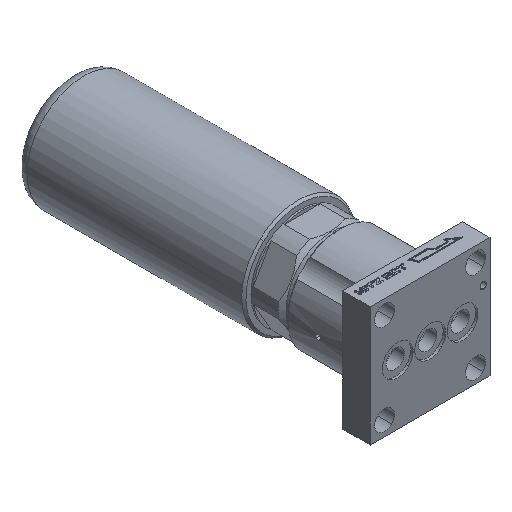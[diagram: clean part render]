
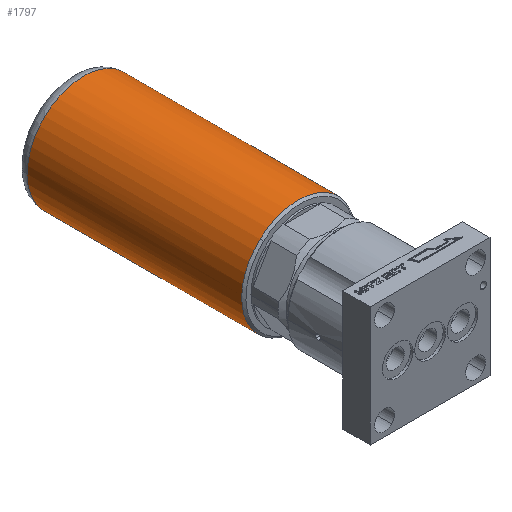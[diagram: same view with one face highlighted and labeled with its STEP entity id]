
A CAD part, isometric view. The second image highlights one B-rep face of the part: STEP entity #1797.
In plain terms, the highlighted cylindrical face has radius 13.5 mm (diameter 27 mm), a partial arc.
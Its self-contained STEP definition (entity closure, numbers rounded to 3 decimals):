
#281 = ORIENTED_EDGE ( 'NONE', *, *, #11997, .F. ) ;
#651 = CARTESIAN_POINT ( 'NONE',  ( 3.651, 82.76, 13.125 ) ) ;
#653 = ORIENTED_EDGE ( 'NONE', *, *, #11956, .F. ) ;
#714 =( BOUNDED_CURVE ( )  B_SPLINE_CURVE ( 2, ( #4912, #8716, #6844, #3824, #7809 ),
 .UNSPECIFIED., .F., .F. ) 
 B_SPLINE_CURVE_WITH_KNOTS ( ( 3, 2, 3 ),
 ( 0., 0.5, 1. ),
 .UNSPECIFIED. ) 
 CURVE ( )  GEOMETRIC_REPRESENTATION_ITEM ( )  RATIONAL_B_SPLINE_CURVE ( ( 1., 0.924, 1., 0.924, 1. ) ) 
 REPRESENTATION_ITEM ( '' )  );
#727 = CARTESIAN_POINT ( 'NONE',  ( -13.5, 82.76, -1.708 ) ) ;
#783 = CARTESIAN_POINT ( 'NONE',  ( 0., 82.76, 13.5 ) ) ;
#883 = AXIS2_PLACEMENT_3D ( 'NONE', #9111, #2235, #3194 ) ;
#1007 = B_SPLINE_CURVE_WITH_KNOTS ( 'NONE', 1,
 ( #2438, #10504 ),
 .UNSPECIFIED., .F., .F.,
 ( 2, 2 ),
 ( 0., 1. ),
 .UNSPECIFIED. ) ;
#1112 = VERTEX_POINT ( 'NONE', #7724 ) ;
#1168 = VERTEX_POINT ( 'NONE', #6998 ) ;
#1559 = EDGE_LOOP ( 'NONE', ( #12480, #10966, #7518, #281, #653, #12029, #6420 ) ) ;
#1687 = CARTESIAN_POINT ( 'NONE',  ( 9.793, 31.51, 9.293 ) ) ;
#1797 = ADVANCED_FACE ( 'NONE', ( #10070 ), #7309, .T. ) ;
#2235 = DIRECTION ( 'NONE',  ( 0., -1., 0. ) ) ;
#2438 = CARTESIAN_POINT ( 'NONE',  ( 9.793, 82.76, 9.293 ) ) ;
#2694 = B_SPLINE_CURVE_WITH_KNOTS ( 'NONE', 1,
 ( #12551, #6715 ),
 .UNSPECIFIED., .F., .F.,
 ( 2, 2 ),
 ( 0., 1. ),
 .UNSPECIFIED. ) ;
#2718 = CARTESIAN_POINT ( 'NONE',  ( 9.793, 82.76, 9.293 ) ) ;
#3157 = EDGE_CURVE ( 'NONE', #3972, #1168, #4003, .T. ) ;
#3194 = DIRECTION ( 'NONE',  ( 1., 0., 0. ) ) ;
#3239 = CARTESIAN_POINT ( 'NONE',  ( 0., 82.76, 13.5 ) ) ;
#3760 = EDGE_CURVE ( 'NONE', #4564, #1112, #9091, .T. ) ;
#3824 = CARTESIAN_POINT ( 'NONE',  ( -13.5, 82.76, 5.592 ) ) ;
#3904 = EDGE_CURVE ( 'NONE', #1168, #1112, #2694, .T. ) ;
#3972 = VERTEX_POINT ( 'NONE', #8640 ) ;
#4003 = B_SPLINE_CURVE_WITH_KNOTS ( 'NONE', 3,
 ( #11404, #727, #8641, #8584, #11339, #6462 ),
 .UNSPECIFIED., .F., .F.,
 ( 4, 2, 4 ),
 ( 0., 0.5, 1. ),
 .UNSPECIFIED. ) ;
#4339 = EDGE_CURVE ( 'NONE', #12358, #11055, #8518, .T. ) ;
#4366 = DIRECTION ( 'NONE',  ( 1., 0., 0. ) ) ;
#4564 = VERTEX_POINT ( 'NONE', #11056 ) ;
#4581 = CARTESIAN_POINT ( 'NONE',  ( 1.826, 82.76, 13.5 ) ) ;
#4912 = CARTESIAN_POINT ( 'NONE',  ( 0., 82.76, 13.5 ) ) ;
#5533 = CIRCLE ( 'NONE', #12710, 13.5 ) ;
#6278 = CARTESIAN_POINT ( 'NONE',  ( 0., 84.041, 0. ) ) ;
#6290 = DIRECTION ( 'NONE',  ( 0., -1., 0. ) ) ;
#6420 = ORIENTED_EDGE ( 'NONE', *, *, #8846, .T. ) ;
#6462 = CARTESIAN_POINT ( 'NONE',  ( -9.793, 82.76, -9.293 ) ) ;
#6655 = VERTEX_POINT ( 'NONE', #1687 ) ;
#6715 = CARTESIAN_POINT ( 'NONE',  ( -9.793, 31.51, -9.293 ) ) ;
#6844 = CARTESIAN_POINT ( 'NONE',  ( -9.546, 82.76, 9.546 ) ) ;
#6998 = CARTESIAN_POINT ( 'NONE',  ( -9.793, 82.76, -9.293 ) ) ;
#7309 = CYLINDRICAL_SURFACE ( 'NONE', #10977, 13.5 ) ;
#7518 = ORIENTED_EDGE ( 'NONE', *, *, #3760, .F. ) ;
#7724 = CARTESIAN_POINT ( 'NONE',  ( -9.793, 31.51, -9.293 ) ) ;
#7809 = CARTESIAN_POINT ( 'NONE',  ( -13.5, 82.76, 0. ) ) ;
#8442 = CARTESIAN_POINT ( 'NONE',  ( 8.536, 82.76, 10.617 ) ) ;
#8518 = B_SPLINE_CURVE_WITH_KNOTS ( 'NONE', 3,
 ( #2718, #8442, #12356, #651, #4581, #783 ),
 .UNSPECIFIED., .F., .F.,
 ( 4, 2, 4 ),
 ( 0., 0.5, 1. ),
 .UNSPECIFIED. ) ;
#8584 = CARTESIAN_POINT ( 'NONE',  ( -11.906, 82.76, -6.589 ) ) ;
#8640 = CARTESIAN_POINT ( 'NONE',  ( -13.5, 82.76, 0. ) ) ;
#8641 = CARTESIAN_POINT ( 'NONE',  ( -13.172, 82.76, -3.416 ) ) ;
#8716 = CARTESIAN_POINT ( 'NONE',  ( -5.592, 82.76, 13.5 ) ) ;
#8822 = CARTESIAN_POINT ( 'NONE',  ( 9.793, 82.76, 9.293 ) ) ;
#8846 = EDGE_CURVE ( 'NONE', #11055, #3972, #714, .T. ) ;
#9091 = CIRCLE ( 'NONE', #883, 13.5 ) ;
#9111 = CARTESIAN_POINT ( 'NONE',  ( 0., 31.51, 0. ) ) ;
#9307 = DIRECTION ( 'NONE',  ( 0., 0., -1. ) ) ;
#10070 = FACE_OUTER_BOUND ( 'NONE', #1559, .T. ) ;
#10504 = CARTESIAN_POINT ( 'NONE',  ( 9.793, 31.51, 9.293 ) ) ;
#10966 = ORIENTED_EDGE ( 'NONE', *, *, #3904, .T. ) ;
#10977 = AXIS2_PLACEMENT_3D ( 'NONE', #6278, #11289, #9307 ) ;
#11055 = VERTEX_POINT ( 'NONE', #3239 ) ;
#11056 = CARTESIAN_POINT ( 'NONE',  ( -9.12, 31.51, 9.953 ) ) ;
#11289 = DIRECTION ( 'NONE',  ( 0., -1., 0. ) ) ;
#11339 = CARTESIAN_POINT ( 'NONE',  ( -10.968, 82.76, -8.054 ) ) ;
#11404 = CARTESIAN_POINT ( 'NONE',  ( -13.5, 82.76, 0. ) ) ;
#11956 = EDGE_CURVE ( 'NONE', #12358, #6655, #1007, .T. ) ;
#11997 = EDGE_CURVE ( 'NONE', #6655, #4564, #5533, .T. ) ;
#12029 = ORIENTED_EDGE ( 'NONE', *, *, #4339, .T. ) ;
#12134 = CARTESIAN_POINT ( 'NONE',  ( 0., 31.51, 0. ) ) ;
#12356 = CARTESIAN_POINT ( 'NONE',  ( 7.007, 82.76, 11.683 ) ) ;
#12358 = VERTEX_POINT ( 'NONE', #8822 ) ;
#12480 = ORIENTED_EDGE ( 'NONE', *, *, #3157, .T. ) ;
#12551 = CARTESIAN_POINT ( 'NONE',  ( -9.793, 82.76, -9.293 ) ) ;
#12710 = AXIS2_PLACEMENT_3D ( 'NONE', #12134, #6290, #4366 ) ;
